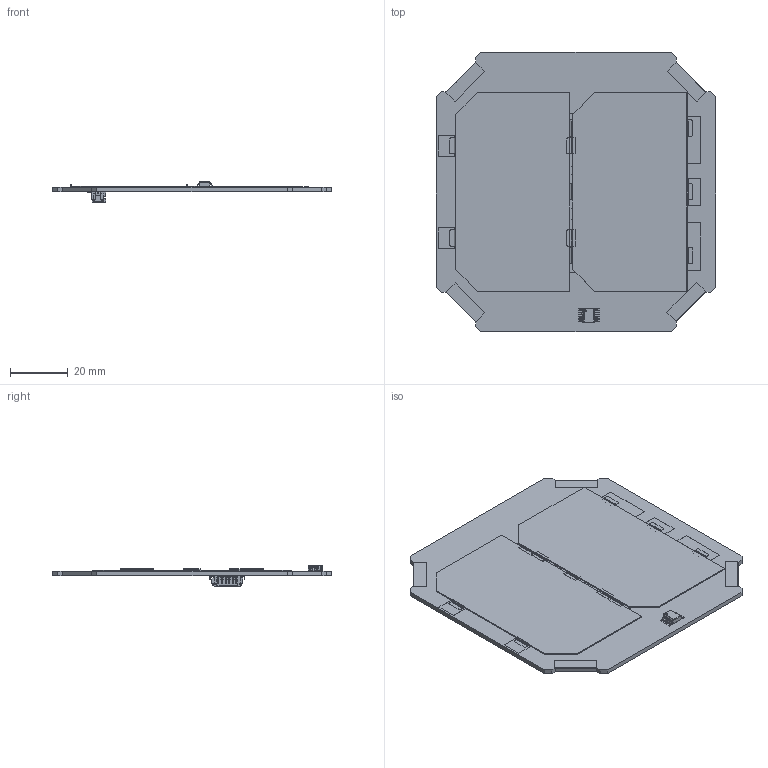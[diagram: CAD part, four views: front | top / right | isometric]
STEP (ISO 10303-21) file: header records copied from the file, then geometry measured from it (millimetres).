
FILE_DESCRIPTION (( 'STEP AP203' ), '1' );
FILE_NAME ('3d-25-00326-revA.STEP', '2011-09-07T10:27:06', ( '' ), ( '' ), 'SwSTEP 2.0', 'SolidWorks 2010', '' );
FILE_SCHEMA (( 'CONFIG_CONTROL_DESIGN' ));
Length unit declared in the file: millimetre
Products named in the file (6): DF13-6P-125H; SO-8; 15-00255; 15-00255_END OF STRING CELL; sp-l-s1u-0024-cs-mgt reva; 3d-25-00326-revA
Assembly tree (5 placements, depth 2):
  3d-25-00326-revA
    SO-8
    DF13-6P-125H
    15-00255
    15-00255_END OF STRING CELL
    sp-l-s1u-0024-cs-mgt reva
Bounding box: 96.98 x 96.98 x 7.1 mm (x, y, z)
Volume: 16412.7 mm3; surface area: 30221.8 mm2
Topology: 17 solids, 17 shells, 941 faces, 2514 edges, 1632 vertices
Faces by surface type: plane 721, cylinder 202, bspline 14, cone 4
Entity records: 29700 total; most frequent: CARTESIAN_POINT 5399, ORIENTED_EDGE 5012, DIRECTION 4758, EDGE_CURVE 2506, LINE 2080, VECTOR 2080, VERTEX_POINT 1632, AXIS2_PLACEMENT_3D 1339
